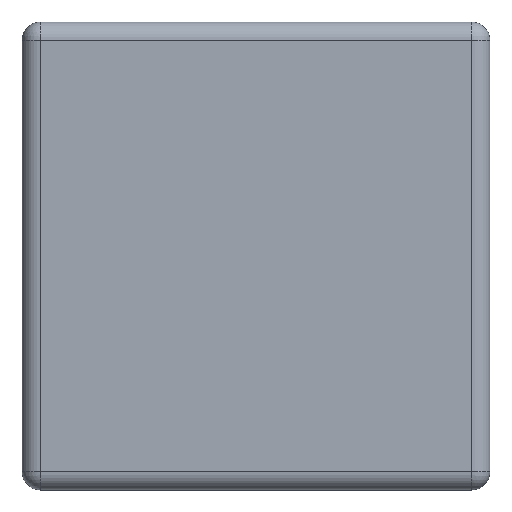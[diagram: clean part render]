
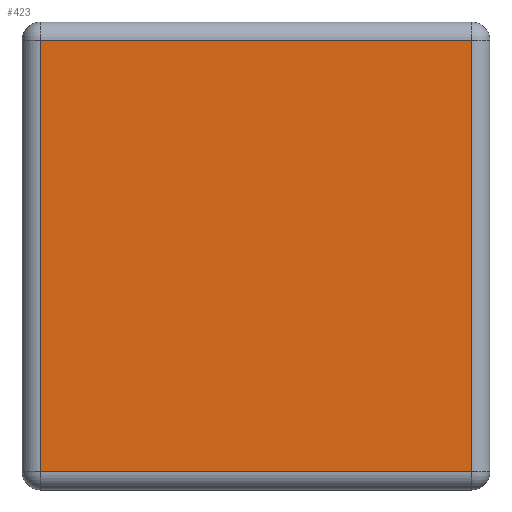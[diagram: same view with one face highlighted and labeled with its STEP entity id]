
A CAD part, front view. The second image highlights one B-rep face of the part: STEP entity #423.
In plain terms, the highlighted planar face has unit normal (0, -1, 0).
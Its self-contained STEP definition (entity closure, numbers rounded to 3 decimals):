
#108=ORIENTED_EDGE('',*,*,#208,.T.);
#109=ORIENTED_EDGE('',*,*,#209,.T.);
#110=ORIENTED_EDGE('',*,*,#210,.T.);
#111=ORIENTED_EDGE('',*,*,#211,.T.);
#208=EDGE_CURVE('',#256,#257,#282,.F.);
#209=EDGE_CURVE('',#257,#258,#283,.F.);
#210=EDGE_CURVE('',#258,#259,#284,.F.);
#211=EDGE_CURVE('',#259,#256,#285,.F.);
#256=VERTEX_POINT('',#749);
#257=VERTEX_POINT('',#750);
#258=VERTEX_POINT('',#752);
#259=VERTEX_POINT('',#754);
#282=LINE('',#748,#302);
#283=LINE('',#751,#303);
#284=LINE('',#753,#304);
#285=LINE('',#755,#305);
#302=VECTOR('',#589,1000.);
#303=VECTOR('',#590,1000.);
#304=VECTOR('',#591,1000.);
#305=VECTOR('',#592,1000.);
#321=EDGE_LOOP('',(#108,#109,#110,#111));
#371=FACE_BOUND('',#321,.T.);
#411=PLANE('',#484);
#423=ADVANCED_FACE('',(#371),#411,.F.);
#484=AXIS2_PLACEMENT_3D('',#747,#587,#588);
#587=DIRECTION('',(0.,1.,0.));
#588=DIRECTION('',(0.,0.,1.));
#589=DIRECTION('',(0.,0.,1.));
#590=DIRECTION('',(-1.,0.,0.));
#591=DIRECTION('',(0.,0.,-1.));
#592=DIRECTION('',(1.,0.,0.));
#747=CARTESIAN_POINT('',(-12.7,0.,9.929));
#748=CARTESIAN_POINT('',(-11.7,0.,9.929));
#749=CARTESIAN_POINT('',(-11.7,0.,8.929));
#750=CARTESIAN_POINT('',(-11.7,0.,-14.471));
#751=CARTESIAN_POINT('',(-12.7,0.,-14.471));
#752=CARTESIAN_POINT('',(11.7,0.,-14.471));
#753=CARTESIAN_POINT('',(11.7,0.,9.929));
#754=CARTESIAN_POINT('',(11.7,0.,8.929));
#755=CARTESIAN_POINT('',(-12.7,0.,8.929));
